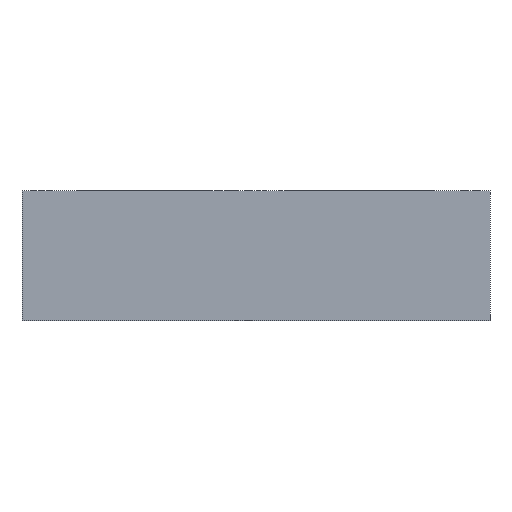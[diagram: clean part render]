
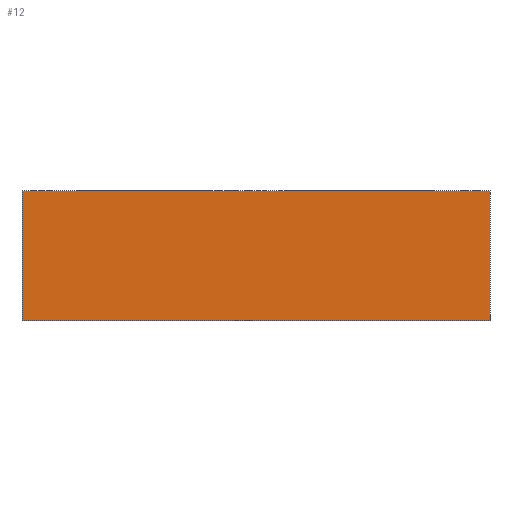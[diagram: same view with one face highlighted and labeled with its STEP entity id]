
A CAD part, front view. The second image highlights one B-rep face of the part: STEP entity #12.
In plain terms, the highlighted planar face has unit normal (0, -1, 0).
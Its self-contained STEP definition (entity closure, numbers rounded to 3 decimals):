
#12 = ADVANCED_FACE ( 'NONE', ( #3708 ), #5387, .F. ) ;
#325 = DIRECTION ( 'NONE',  ( 1., 0., 0. ) ) ;
#556 = VECTOR ( 'NONE', #1096, 1000. ) ;
#704 = EDGE_CURVE ( 'NONE', #4007, #1732, #1991, .T. ) ;
#924 = VECTOR ( 'NONE', #5412, 1000. ) ;
#1096 = DIRECTION ( 'NONE',  ( 0., 0., -1. ) ) ;
#1506 = DIRECTION ( 'NONE',  ( 1., 0., 0. ) ) ;
#1518 = EDGE_CURVE ( 'NONE', #4007, #3166, #1694, .T. ) ;
#1694 = LINE ( 'NONE', #3730, #924 ) ;
#1699 = VECTOR ( 'NONE', #1506, 1000. ) ;
#1732 = VERTEX_POINT ( 'NONE', #3535 ) ;
#1780 = CARTESIAN_POINT ( 'NONE',  ( 36., -82., -10. ) ) ;
#1973 = EDGE_LOOP ( 'NONE', ( #4202, #5176, #2598, #3731 ) ) ;
#1991 = LINE ( 'NONE', #5251, #1699 ) ;
#2086 = EDGE_CURVE ( 'NONE', #3166, #4088, #4090, .T. ) ;
#2598 = ORIENTED_EDGE ( 'NONE', *, *, #704, .F. ) ;
#3166 = VERTEX_POINT ( 'NONE', #4333 ) ;
#3301 = CARTESIAN_POINT ( 'NONE',  ( 36., -82., 10. ) ) ;
#3527 = EDGE_CURVE ( 'NONE', #1732, #4088, #3663, .T. ) ;
#3535 = CARTESIAN_POINT ( 'NONE',  ( 36., -82., 10. ) ) ;
#3663 = LINE ( 'NONE', #5338, #556 ) ;
#3708 = FACE_OUTER_BOUND ( 'NONE', #1973, .T. ) ;
#3730 = CARTESIAN_POINT ( 'NONE',  ( -36., -82., 10. ) ) ;
#3731 = ORIENTED_EDGE ( 'NONE', *, *, #1518, .T. ) ;
#3736 = DIRECTION ( 'NONE',  ( 0., 1., 0. ) ) ;
#3777 = CARTESIAN_POINT ( 'NONE',  ( -36., -82., 10. ) ) ;
#4007 = VERTEX_POINT ( 'NONE', #3777 ) ;
#4030 = CARTESIAN_POINT ( 'NONE',  ( 36., -82., -10. ) ) ;
#4088 = VERTEX_POINT ( 'NONE', #1780 ) ;
#4090 = LINE ( 'NONE', #4030, #4814 ) ;
#4202 = ORIENTED_EDGE ( 'NONE', *, *, #2086, .T. ) ;
#4269 = AXIS2_PLACEMENT_3D ( 'NONE', #3301, #3736, #4920 ) ;
#4333 = CARTESIAN_POINT ( 'NONE',  ( -36., -82., -10. ) ) ;
#4814 = VECTOR ( 'NONE', #325, 1000. ) ;
#4920 = DIRECTION ( 'NONE',  ( 0., 0., 1. ) ) ;
#5176 = ORIENTED_EDGE ( 'NONE', *, *, #3527, .F. ) ;
#5251 = CARTESIAN_POINT ( 'NONE',  ( 36., -82., 10. ) ) ;
#5338 = CARTESIAN_POINT ( 'NONE',  ( 36., -82., 10. ) ) ;
#5387 = PLANE ( 'NONE',  #4269 ) ;
#5412 = DIRECTION ( 'NONE',  ( 0., 0., -1. ) ) ;
